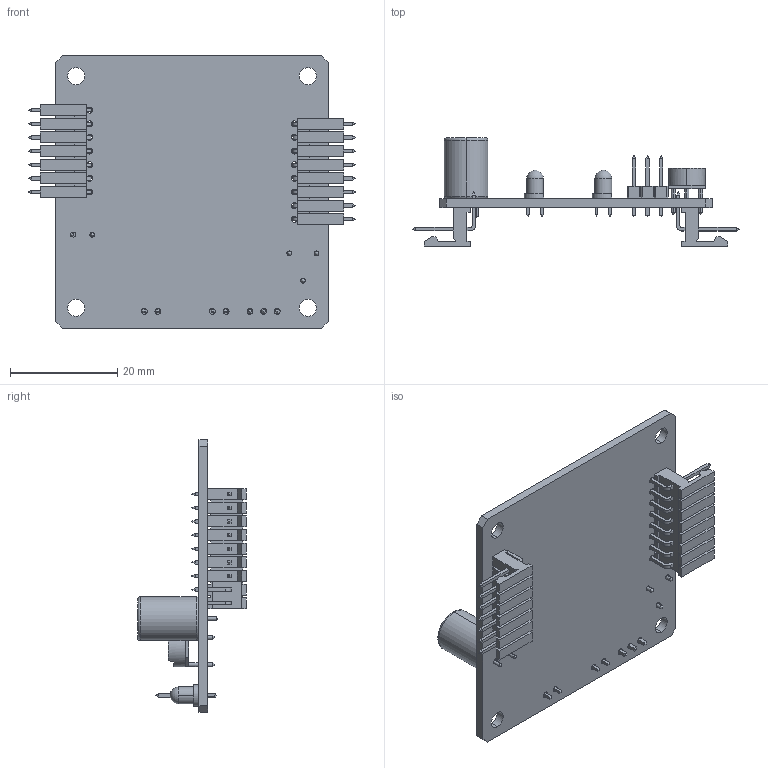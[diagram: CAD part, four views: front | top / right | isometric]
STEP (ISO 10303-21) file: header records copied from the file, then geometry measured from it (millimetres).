
FILE_DESCRIPTION (( 'STEP AP214' ), '1' );
FILE_NAME ('MDC151-024031.STEP', '2014-04-24T23:00:13', ( '' ), ( '' ), 'SwSTEP 2.0', 'SolidWorks 2014', '' );
FILE_SCHEMA (( 'AUTOMOTIVE_DESIGN' ));
Length unit declared in the file: inch
Products named in the file (9): MDC151-024031; CON-929834-01-03; LED-T-1-Series_LED-T-1-RED; LED-T-1-Series_LED-T-1-GRN; CON-0076; CON-0055; POT-3306F Series; CAP-0039; AA6099PCB
Assembly tree (8 placements, depth 2):
  MDC151-024031
    AA6099PCB
    CAP-0039
    POT-3306F Series
    CON-0055
    CON-0076
    LED-T-1-Series_LED-T-1-GRN
    LED-T-1-Series_LED-T-1-RED
    CON-929834-01-03
Bounding box: 60.96 x 20.26 x 50.8 mm (x, y, z)
Volume: 5819.4 mm3; surface area: 8770.6 mm2
Topology: 8 solids, 8 shells, 793 faces, 2025 edges, 1291 vertices
Faces by surface type: plane 668, cylinder 112, bspline 5, torus 4, cone 2, sphere 2
Entity records: 35062 total; most frequent: CARTESIAN_POINT 4979, ORIENTED_EDGE 4038, DIRECTION 3819, EDGE_CURVE 2019, LINE 1765, VECTOR 1765, VERTEX_POINT 1287, AXIS2_PLACEMENT_3D 1027
